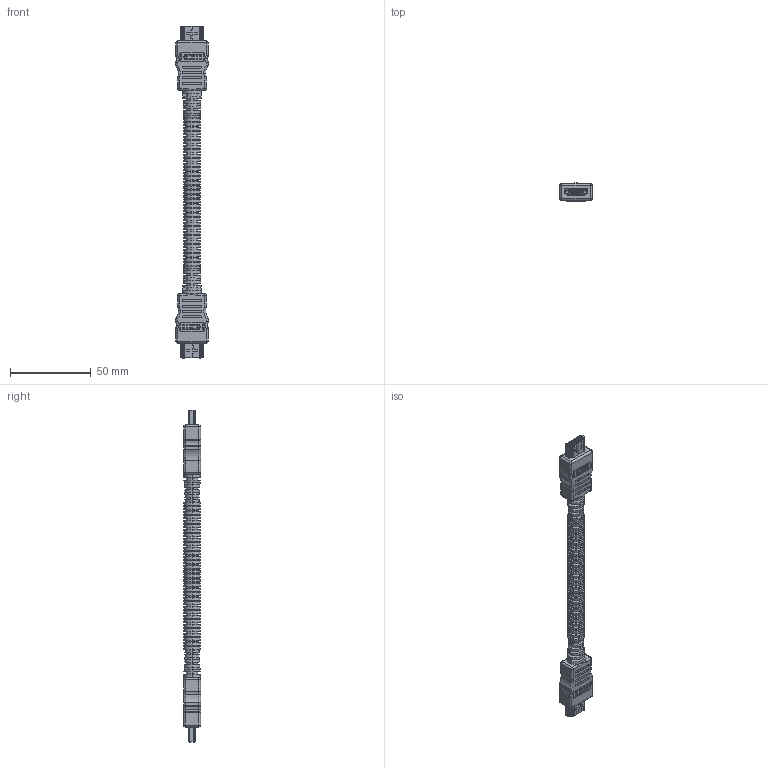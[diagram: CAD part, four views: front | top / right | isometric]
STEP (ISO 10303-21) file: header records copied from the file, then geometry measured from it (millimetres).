
FILE_DESCRIPTION (( 'STEP AP203' ), '1' );
FILE_NAME ('HDMICAPL.STEP', '2011-03-25T16:13:27', ( 'x' ), ( 'Microsoft' ), 'SwSTEP 2.0', 'SolidWorks 2010', '' );
FILE_SCHEMA (( 'CONFIG_CONTROL_DESIGN' ));
Length unit declared in the file: inch
Products named in the file (9): MTN-518_??; 3AC13-002; HDMI TYPE A MALE  BACK SHELL_??; HDMICAPL; HDMICAPL-MA2; MTN-518_with Global Connectivity logo; 1AH05-007(HDMI TYPE A MALE)_??; HDMI TYPE A MALE SHELL_??; HDMI TYPE A MALE HOUSING_??
Assembly tree (9 placements, depth 4):
  HDMICAPL
    MTN-518_??  x2
      MTN-518_with Global Connectivity logo
      1AH05-007(HDMI TYPE A MALE)_??
        HDMI TYPE A MALE HOUSING_??
        HDMI TYPE A MALE  BACK SHELL_??
        HDMI TYPE A MALE SHELL_??
    HDMICAPL-MA2
    3AC13-002
Bounding box: 19.9 x 10.88 x 204.94 mm (x, y, z)
Volume: 22095.9 mm3; surface area: 27327.3 mm2
Topology: 48 solids, 48 shells, 5492 faces, 14014 edges, 9020 vertices
Faces by surface type: plane 4076, cylinder 890, cone 272, bspline 182, torus 48, sphere 24
Entity records: 95729 total; most frequent: CARTESIAN_POINT 22816, ORIENTED_EDGE 15016, DIRECTION 14267, EDGE_CURVE 7508, LINE 6065, VECTOR 6065, VERTEX_POINT 4776, AXIS2_PLACEMENT_3D 4101
